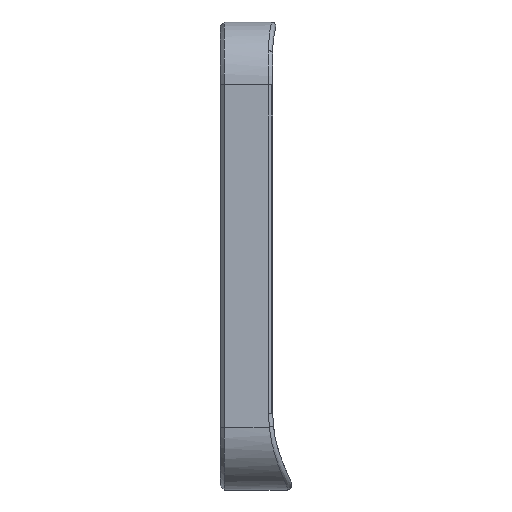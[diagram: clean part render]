
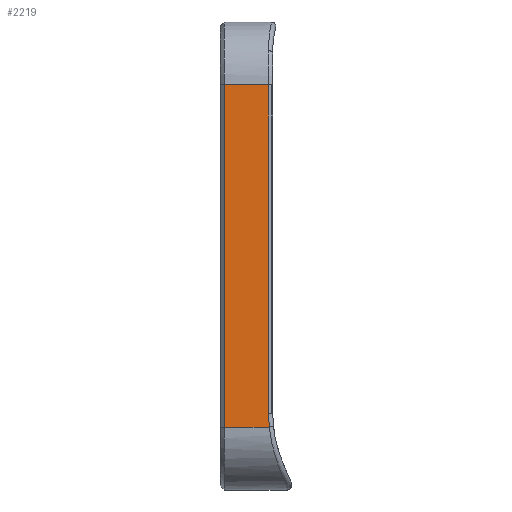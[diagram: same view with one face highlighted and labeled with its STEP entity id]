
A CAD part, left-side view. The second image highlights one B-rep face of the part: STEP entity #2219.
In plain terms, the highlighted planar face has unit normal (-1, 0, 0).
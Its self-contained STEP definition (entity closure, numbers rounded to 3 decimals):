
#498 = CARTESIAN_POINT ( 'NONE',  ( 3.567, -121.697, 56.385 ) ) ;
#667 = CARTESIAN_POINT ( 'NONE',  ( 3.567, -121.697, 55.95 ) ) ;
#725 = EDGE_LOOP ( 'NONE', ( #4271, #918, #1670, #2404, #5944 ) ) ;
#774 = DIRECTION ( 'NONE',  ( -1., 0., 0. ) ) ;
#918 = ORIENTED_EDGE ( 'NONE', *, *, #7272, .T. ) ;
#1134 = EDGE_CURVE ( 'NONE', #7413, #4541, #1960, .T. ) ;
#1670 = ORIENTED_EDGE ( 'NONE', *, *, #2090, .F. ) ;
#1676 = CARTESIAN_POINT ( 'NONE',  ( 3.567, -121.77, 55.084 ) ) ;
#1960 = LINE ( 'NONE', #5449, #6597 ) ;
#2044 = VECTOR ( 'NONE', #7439, 1000. ) ;
#2090 = EDGE_CURVE ( 'NONE', #4177, #7427, #2243, .T. ) ;
#2219 = ADVANCED_FACE ( 'NONE', ( #4224 ), #5520, .T. ) ;
#2243 = B_SPLINE_CURVE_WITH_KNOTS ( 'NONE', 3,
 ( #498, #667, #6832, #1676 ),
 .UNSPECIFIED., .F., .F.,
 ( 4, 4 ),
 ( -0.13, 0. ),
 .UNSPECIFIED. ) ;
#2404 = ORIENTED_EDGE ( 'NONE', *, *, #4225, .F. ) ;
#2487 = CARTESIAN_POINT ( 'NONE',  ( 3.567, -117.496, 87.684 ) ) ;
#2601 = DIRECTION ( 'NONE',  ( 0., 0., 1. ) ) ;
#3053 = DIRECTION ( 'NONE',  ( 0., -1., 0. ) ) ;
#3731 = CARTESIAN_POINT ( 'NONE',  ( 3.567, -121.77, 55.084 ) ) ;
#4064 = EDGE_CURVE ( 'NONE', #5230, #7413, #4872, .T. ) ;
#4177 = VERTEX_POINT ( 'NONE', #5068 ) ;
#4224 = FACE_OUTER_BOUND ( 'NONE', #725, .T. ) ;
#4225 = EDGE_CURVE ( 'NONE', #4541, #4177, #7304, .T. ) ;
#4271 = ORIENTED_EDGE ( 'NONE', *, *, #4064, .F. ) ;
#4365 = DIRECTION ( 'NONE',  ( 0., 0., 1. ) ) ;
#4419 = VECTOR ( 'NONE', #4482, 1000. ) ;
#4482 = DIRECTION ( 'NONE',  ( 0., 0., -1. ) ) ;
#4541 = VERTEX_POINT ( 'NONE', #6650 ) ;
#4872 = LINE ( 'NONE', #6092, #5904 ) ;
#5068 = CARTESIAN_POINT ( 'NONE',  ( 3.567, -121.697, 56.385 ) ) ;
#5122 = LINE ( 'NONE', #6983, #2044 ) ;
#5230 = VERTEX_POINT ( 'NONE', #6421 ) ;
#5449 = CARTESIAN_POINT ( 'NONE',  ( 3.567, -135.097, 87.684 ) ) ;
#5520 = PLANE ( 'NONE',  #5866 ) ;
#5866 = AXIS2_PLACEMENT_3D ( 'NONE', #7198, #774, #2601 ) ;
#5904 = VECTOR ( 'NONE', #4365, 1000. ) ;
#5944 = ORIENTED_EDGE ( 'NONE', *, *, #1134, .F. ) ;
#6092 = CARTESIAN_POINT ( 'NONE',  ( 3.567, -117.496, 79.534 ) ) ;
#6421 = CARTESIAN_POINT ( 'NONE',  ( 3.567, -117.496, 55.084 ) ) ;
#6597 = VECTOR ( 'NONE', #3053, 1000. ) ;
#6650 = CARTESIAN_POINT ( 'NONE',  ( 3.567, -121.697, 87.684 ) ) ;
#6832 = CARTESIAN_POINT ( 'NONE',  ( 3.567, -121.721, 55.516 ) ) ;
#6983 = CARTESIAN_POINT ( 'NONE',  ( 3.567, -135.097, 55.084 ) ) ;
#7198 = CARTESIAN_POINT ( 'NONE',  ( 3.567, -135.097, 87.684 ) ) ;
#7272 = EDGE_CURVE ( 'NONE', #5230, #7427, #5122, .T. ) ;
#7304 = LINE ( 'NONE', #7382, #4419 ) ;
#7382 = CARTESIAN_POINT ( 'NONE',  ( 3.567, -121.697, 80.458 ) ) ;
#7413 = VERTEX_POINT ( 'NONE', #2487 ) ;
#7427 = VERTEX_POINT ( 'NONE', #3731 ) ;
#7439 = DIRECTION ( 'NONE',  ( 0., -1., 0. ) ) ;
